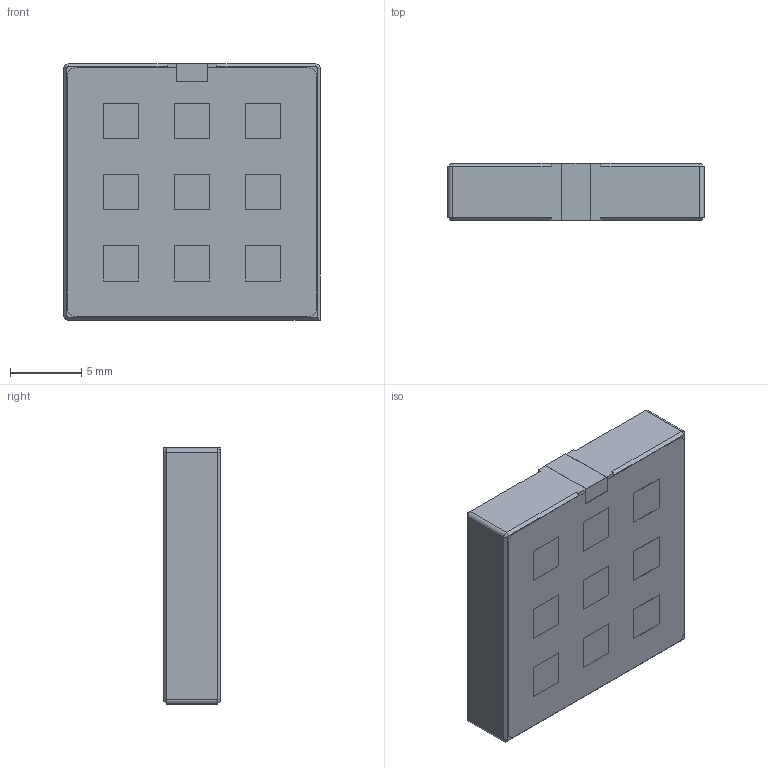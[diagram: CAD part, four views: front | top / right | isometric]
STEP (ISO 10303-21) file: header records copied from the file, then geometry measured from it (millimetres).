
FILE_DESCRIPTION (( 'STEP AP214' ), '1' );
FILE_NAME ('SGGP184B.STEP', '2024-12-03T01:34:48', ( '' ), ( '' ), 'SwSTEP 2.0', 'SolidWorks 2022', '' );
FILE_SCHEMA (( 'AUTOMOTIVE_DESIGN' ));
Length unit declared in the file: millimetre
Products named in the file (1): SGGP184B
Bounding box: 18 x 4.04 x 18.01 mm (x, y, z)
Volume: 1295.8 mm3; surface area: 921.1 mm2
Topology: 1 solids, 1 shells, 347 faces, 917 edges, 606 vertices
Faces by surface type: plane 210, bspline 124, cylinder 7, cone 6
Entity records: 18534 total; most frequent: CARTESIAN_POINT 6963, ORIENTED_EDGE 1834, DIRECTION 1137, EDGE_CURVE 917, VECTOR 649, LINE 649, VERTEX_POINT 606, EDGE_LOOP 381
